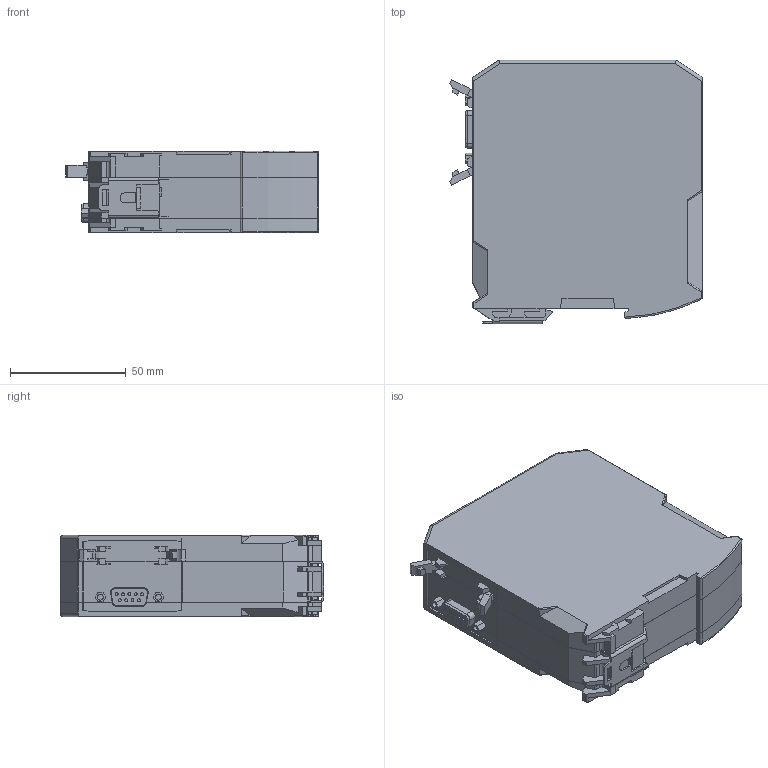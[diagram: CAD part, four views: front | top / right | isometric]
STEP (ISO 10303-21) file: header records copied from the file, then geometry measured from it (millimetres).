
FILE_DESCRIPTION (( 'STEP AP203' ), '1' );
FILE_NAME ('9192_AP203.STEP', '2010-08-05T12:26:29', ( 'Admin' ), ( 'R. STAHL' ), 'SwSTEP 2.0', 'SolidWorks 2008', '' );
FILE_SCHEMA (( 'CONFIG_CONTROL_DESIGN' ));
Length unit declared in the file: millimetre
Products named in the file (1): 9192_AP203
Bounding box: 109.01 x 113.5 x 35.2 mm (x, y, z)
Volume: 375113.6 mm3; surface area: 84916 mm2
Topology: 8 solids, 8 shells, 741 faces, 1939 edges, 1254 vertices
Faces by surface type: plane 563, cylinder 162, bspline 8, torus 4, cone 4
Entity records: 22998 total; most frequent: CARTESIAN_POINT 4671, ORIENTED_EDGE 3878, DIRECTION 3611, EDGE_CURVE 1939, LINE 1577, VECTOR 1577, VERTEX_POINT 1254, AXIS2_PLACEMENT_3D 1017
